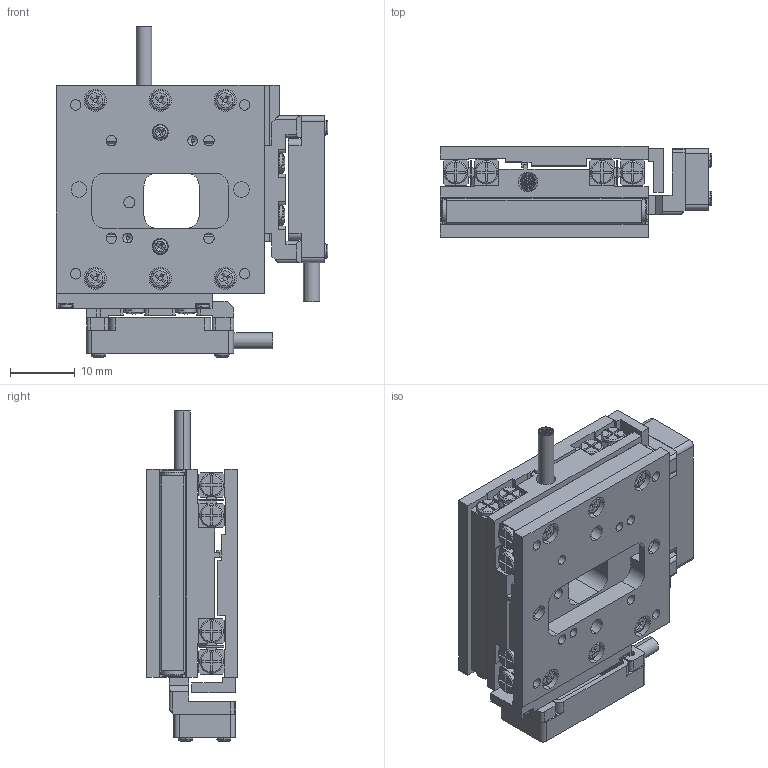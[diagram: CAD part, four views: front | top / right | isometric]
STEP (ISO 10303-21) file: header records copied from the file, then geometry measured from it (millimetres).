
FILE_DESCRIPTION (( 'STEP AP214' ), '1' );
FILE_NAME ('PPX-32CR-1120X.STEP', '2022-02-05T00:48:45', ( '' ), ( '' ), 'SwSTEP 2.0', 'SolidWorks 2020', '' );
FILE_SCHEMA (( 'AUTOMOTIVE_DESIGN' ));
Length unit declared in the file: millimetre
Products named in the file (21): NJ Encoder 8x13 in Enclosure_Demo ; SCREW, MS-PPH, M-JCIS_M1.6 x 0.35 x 5mm; _SV1030- 7Z Roller; SV1030-7Z_2_14a_Movable to Limits; TFC-421 Silver Braided Cable_L15; SCREW, MS-PPH, M-JCIS_M2 x 0.4 x 4mm; 430438 PPS 28, Back Cover, NJ8x13; 430836 PPX-32CR, Scale Bracket; 430833 PPX-32CR, Center Plate; SCREW, MS-SCH, M-DIN_M1.6 x 0.35 x 04mm; _SV1030- 7Z Body; SV1030-7Z_2_14a_Centered; PPX-32CR-1120X; SCREW, MS-PPH, M-JCIS_M1.6 x 0.35 x 4mm; 2.5mm Dia Cable; 430835 PPX-32CR, Encoder Bracket; 430834 PPX-32CR, Carriage; SCREW, MS-SCH, M-DIN_M1 x 0.25 x 03mm; 430697 Encoder Head Enclosure, NJ 8x13
Assembly tree (67 placements, depth 3):
  PPX-32CR-1120X
    430833 PPX-32CR, Center Plate
    430834 PPX-32CR, Carriage  x2
    SV1030-7Z_2_14a_Centered
      _SV1030- 7Z Roller
      _SV1030- 7Z Body  x2
    SV1030-7Z_2_14a_Movable to Limits
      _SV1030- 7Z Roller
      _SV1030- 7Z Body  x2
    SV1030-7Z_2_14a_Centered
      _SV1030- 7Z Roller
      _SV1030- 7Z Body  x2
    SV1030-7Z_2_14a_Movable to Limits
      _SV1030- 7Z Roller
      _SV1030- 7Z Body  x2
    SCREW, MS-PPH, M-JCIS_M2 x 0.4 x 4mm  x13
    SCREW, MS-PPH, M-JCIS_M1.6 x 0.35 x 4mm  x11
    NJ Encoder 8x13 in Enclosure_Demo   x2
      430697 Encoder Head Enclosure, NJ 8x13
      430438 PPS 28, Back Cover, NJ8x13
      2.5mm Dia Cable
    430836 PPX-32CR, Scale Bracket  x2
    430835 PPX-32CR, Encoder Bracket  x2
    430438 PPS 28, Back Cover, NJ8x13  x2
    SCREW, MS-PPH, M-JCIS_M1.6 x 0.35 x 5mm  x4
    SCREW, MS-SCH, M-DIN_M1.6 x 0.35 x 04mm  x4
    SCREW, MS-SCH, M-DIN_M1 x 0.25 x 03mm  x4
    TFC-421 Silver Braided Cable_L15
Bounding box: 41.8 x 14 x 50.8 mm (x, y, z)
Volume: 12199.9 mm3; surface area: 20483.2 mm2
Topology: 77 solids, 77 shells, 2566 faces, 6418 edges, 4078 vertices
Faces by surface type: plane 1369, cylinder 683, cone 258, torus 200, sphere 32, bspline 24
Entity records: 61908 total; most frequent: CARTESIAN_POINT 41763, DIRECTION 3821, ORIENTED_EDGE 3548, EDGE_CURVE 1774, AXIS2_PLACEMENT_3D 1386, VERTEX_POINT 1156, LINE 1049, VECTOR 1049
